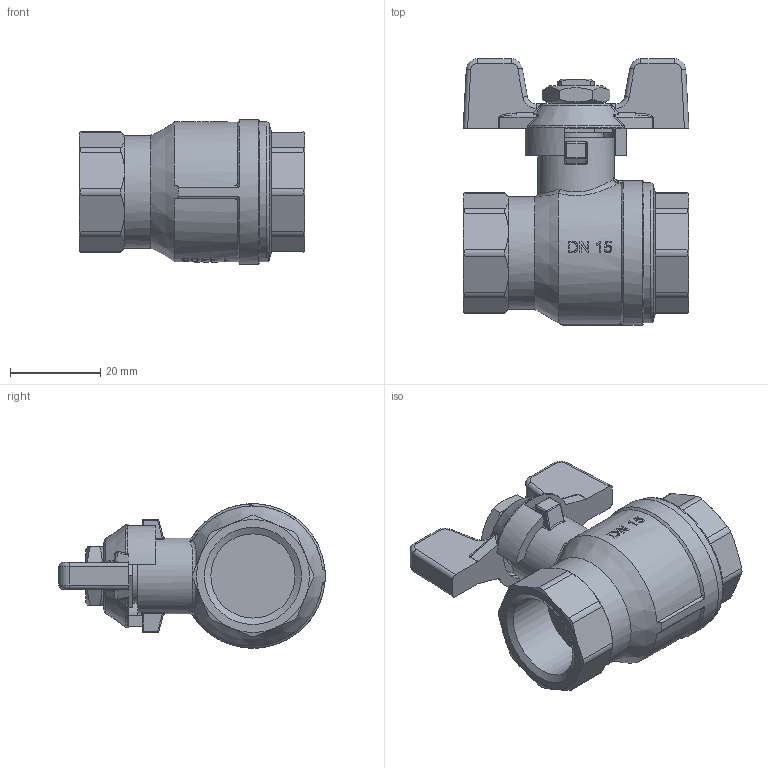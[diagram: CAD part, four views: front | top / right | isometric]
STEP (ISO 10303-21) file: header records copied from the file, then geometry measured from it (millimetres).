
FILE_DESCRIPTION (( 'STEP AP214' ), '1' );
FILE_NAME ('DVGW-K2-034-WF0-4 Kugelhahn FG 2205.STEP', '2022-05-03T08:45:27', ( '' ), ( '' ), 'SwSTEP 2.0', 'SolidWorks 2019', '' );
FILE_SCHEMA (( 'AUTOMOTIVE_DESIGN' ));
Length unit declared in the file: millimetre
Products named in the file (1): DVGW-K2-034-WF0-4 Kugelhahn FG 2205
Bounding box: 50 x 59 x 31.97 mm (x, y, z)
Volume: 33024.4 mm3; surface area: 11085.3 mm2
Topology: 1 solids, 1 shells, 496 faces, 1244 edges, 770 vertices
Faces by surface type: plane 157, bspline 138, cylinder 119, cone 46, torus 24, sphere 12
Full cylindrical faces by diameter (mm): 8 x1, 12.124 x1, 13 x1, 17 x1, 18 x1, 18.631 x2, 25 x1, 31 x1, 32 x1
Entity records: 20323 total; most frequent: CARTESIAN_POINT 9846, ORIENTED_EDGE 2398, DIRECTION 1677, EDGE_CURVE 1199, VERTEX_POINT 759, AXIS2_PLACEMENT_3D 616, EDGE_LOOP 550, FACE_OUTER_BOUND 508
